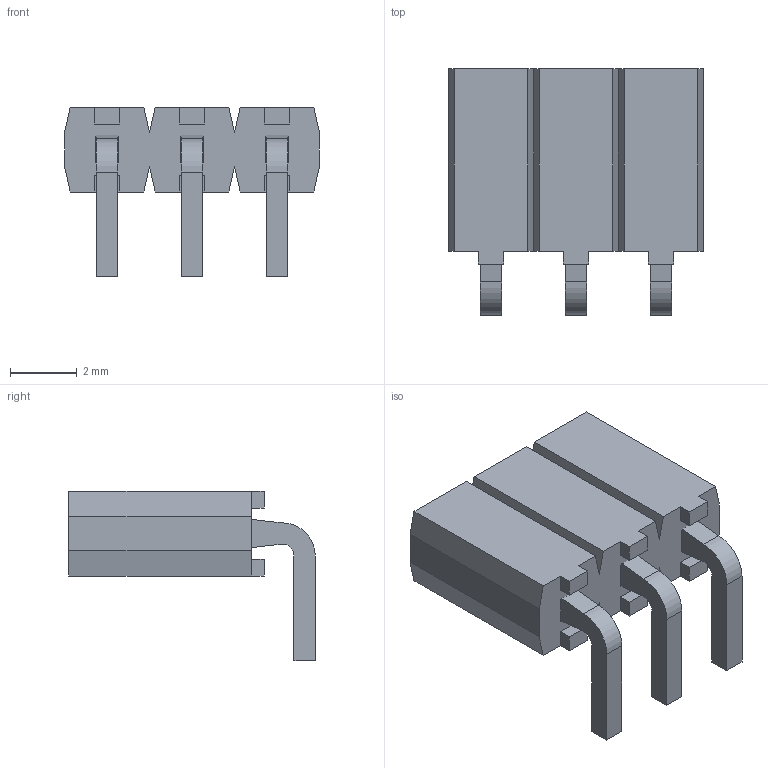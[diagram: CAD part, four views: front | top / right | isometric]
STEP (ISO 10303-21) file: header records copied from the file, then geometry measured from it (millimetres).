
FILE_DESCRIPTION(/* description */ (''),/* implementation_level */ '2;1');
FILE_NAME(/* name */ 'Header_cassable_3Short_pins__simpleAG2 v2.step',/* time_stamp */ '2020-06-01T16:04:23-04:00',/* author */ (''),/* organization */ (''),/* preprocessor_version */ 'ST-DEVELOPER v18.1',/* originating_system */ 'Autodesk Translation Framework v9.3.0.1241',/* authorisation */ '');
FILE_SCHEMA (('AUTOMOTIVE_DESIGN { 1 0 10303 214 3 1 1 }'));
Length unit declared in the file: inch
Products named in the file (3): Header_cassable_3Short_pins__simpleAG2; _SSA-132-W-T-RA_t; _SSA-132-W-T-RA_p
Assembly tree (2 placements, depth 2):
  Header_cassable_3Short_pins__simpleAG2
    _SSA-132-W-T-RA_t
    _SSA-132-W-T-RA_p
Bounding box: 7.62 x 7.37 x 5.08 mm (x, y, z)
Volume: 80.5 mm3; surface area: 301 mm2
Topology: 4 solids, 4 shells, 136 faces, 372 edges, 244 vertices
Faces by surface type: plane 118, cylinder 18
Entity records: 4340 total; most frequent: CARTESIAN_POINT 757, ORIENTED_EDGE 744, DIRECTION 690, EDGE_CURVE 372, LINE 336, VECTOR 336, VERTEX_POINT 244, AXIS2_PLACEMENT_3D 177
